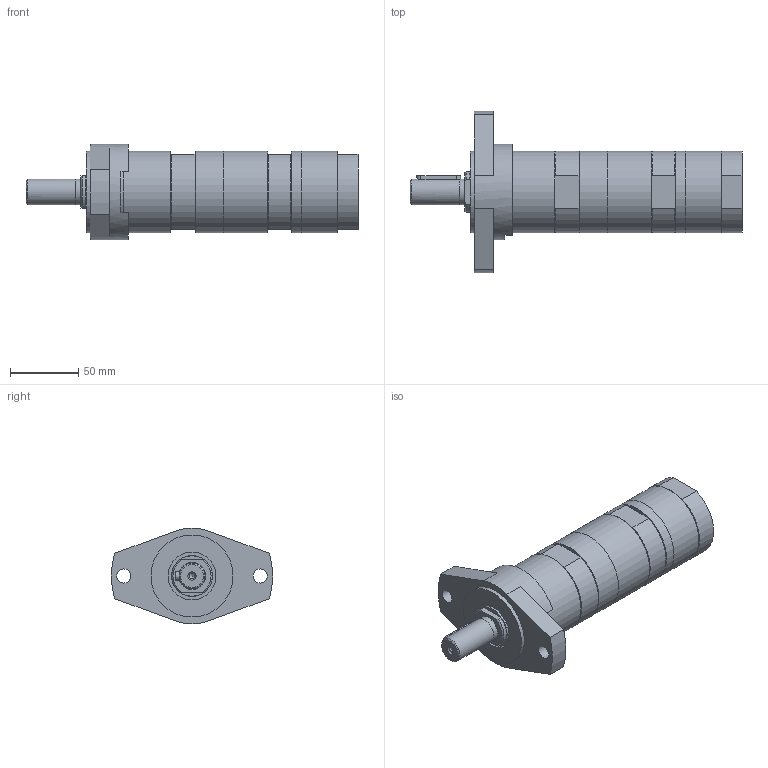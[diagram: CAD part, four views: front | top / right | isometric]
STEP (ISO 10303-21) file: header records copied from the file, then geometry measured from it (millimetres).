
FILE_DESCRIPTION(/* description */ (''),/* implementation_level */ '2;1');
FILE_NAME(/* name */ 'MUD 82-425 F100_60031977.stp',/* time_stamp */ '2018-10-08T09:59:13+02:00',/* author */ ('flambert'),/* organization */ (''),/* preprocessor_version */ 'ST-DEVELOPER v17',/* originating_system */ 'Autodesk Inventor 2018',/* authorisation */ '');
FILE_SCHEMA (('AUTOMOTIVE_DESIGN { 1 0 10303 214 3 1 1 }'));
Length unit declared in the file: millimetre
Products named in the file (1): MUD 82-425 F100_60031977
Bounding box: 243 x 118 x 70 mm (x, y, z)
Volume: 616466.2 mm3; surface area: 62322.7 mm2
Topology: 1 solids, 3 shells, 200 faces, 524 edges, 348 vertices
Faces by surface type: plane 114, cylinder 47, cone 29, bspline 7, sphere 2, torus 1
Full cylindrical faces by diameter (mm): 1.55 x2, 3.6 x1, 4 x1, 4.134 x1, 5 x1, 5.5 x1, 10.3 x2, 14.95 x2, 18.631 x1, 18.8 x1, 19 x1, 29.95 x1, 35 x1, 55.178 x1, 60 x6, 70 x1
Entity records: 6636 total; most frequent: CARTESIAN_POINT 1348, DIRECTION 1047, ORIENTED_EDGE 1046, EDGE_CURVE 523, AXIS2_PLACEMENT_3D 380, VERTEX_POINT 348, LINE 287, VECTOR 287
